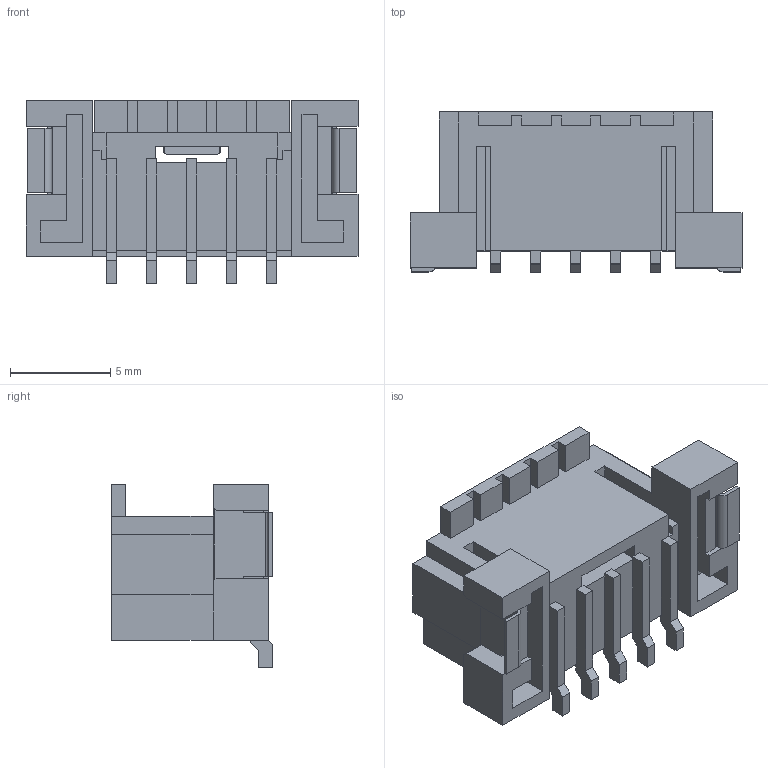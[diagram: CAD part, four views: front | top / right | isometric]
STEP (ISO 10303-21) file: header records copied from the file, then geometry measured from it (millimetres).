
FILE_DESCRIPTION((''),'2;1');
FILE_NAME('5600200520','2017-05-31T',('ksrinivasara'),(''),'PRO/ENGINEER BY PARAMETRIC TECHNOLOGY CORPORATION, 2012310','PRO/ENGINEER BY PARAMETRIC TECHNOLOGY CORPORATION, 2012310','');
FILE_SCHEMA(('CONFIG_CONTROL_DESIGN'));
Length unit declared in the file: millimetre
Products named in the file (1): 5600200520
Bounding box: 16.6 x 8 x 9.15 mm (x, y, z)
Volume: 359.2 mm3; surface area: 1038.8 mm2
Topology: 1 solids, 1 shells, 320 faces, 914 edges, 596 vertices
Faces by surface type: plane 313, cylinder 5, cone 2
Entity records: 10152 total; most frequent: CARTESIAN_POINT 1803, ORIENTED_EDGE 1772, DIRECTION 1568, VECTOR 902, LINE 902, EDGE_CURVE 886, VERTEX_POINT 568, AXIS2_PLACEMENT_3D 333
